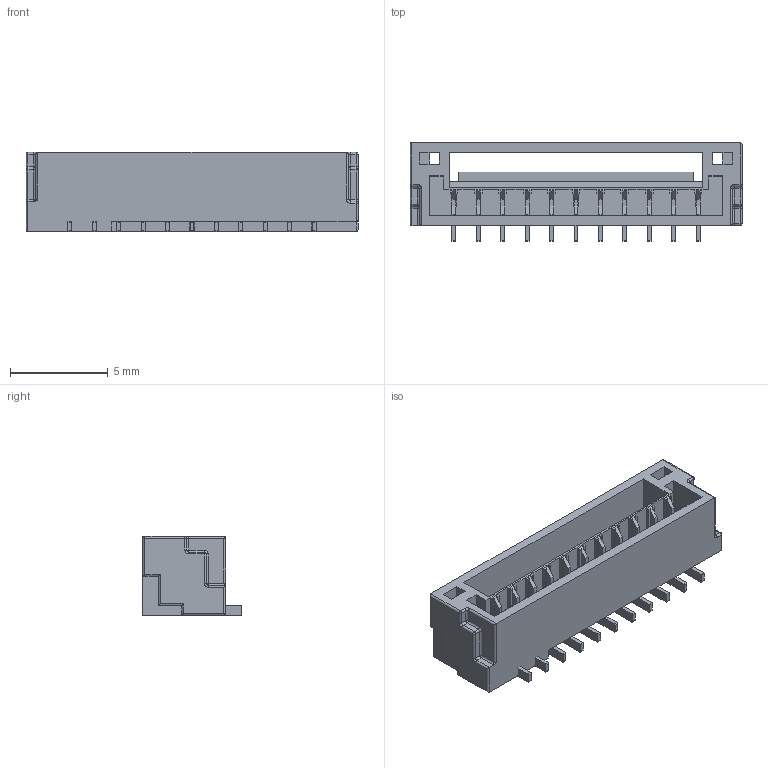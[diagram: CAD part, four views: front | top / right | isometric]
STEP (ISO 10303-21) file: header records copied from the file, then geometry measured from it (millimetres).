
FILE_DESCRIPTION(('FreeCAD Model'),'2;1');
FILE_NAME('Open CASCADE Shape Model','2026-01-08T11:34:17',(''),(''), 'Open CASCADE STEP processor 7.7','FreeCAD','Unknown');
FILE_SCHEMA(('AUTOMOTIVE_DESIGN { 1 0 10303 214 1 1 1 1 }'));
Length unit declared in the file: millimetre
Products named in the file (16): bm11b_ghs; Fillet011; Fillet010; Fillet008; Fillet009; Fillet005; Fillet006; Fillet007; Fillet003; Fillet004; Fillet002; Fillet001; Fillet; SM11B-GHS-TB014; SM11B-GHS-TB011; SM11B-GHS-TB012
Assembly tree (15 placements, depth 3):
  bm11b_ghs
    Fillet011
    Fillet010
    Fillet008
    Fillet009
    Fillet005
    Fillet006
    Fillet007
    Fillet003
    Fillet004
    Fillet002
    Fillet001
    Fillet
    SM11B-GHS-TB014
      SM11B-GHS-TB011
      SM11B-GHS-TB012
Bounding box: 17 x 5.06 x 4.05 mm (x, y, z)
Volume: 138.6 mm3; surface area: 744.1 mm2
Topology: 14 solids, 14 shells, 499 faces, 1393 edges, 894 vertices
Faces by surface type: plane 400, cylinder 80, torus 9, sphere 9, bspline 1
Entity records: 34307 total; most frequent: CARTESIAN_POINT 6207, DIRECTION 5140, LINE 3775, VECTOR 3775, ORIENTED_EDGE 2766, PCURVE 2766, DEFINITIONAL_REPRESENTATION 2766, EDGE_CURVE 1383
